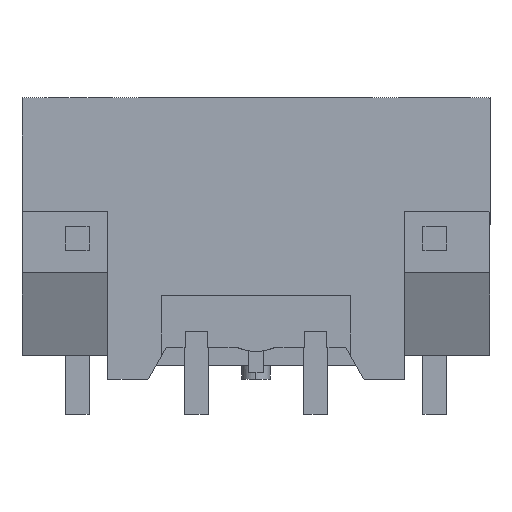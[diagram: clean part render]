
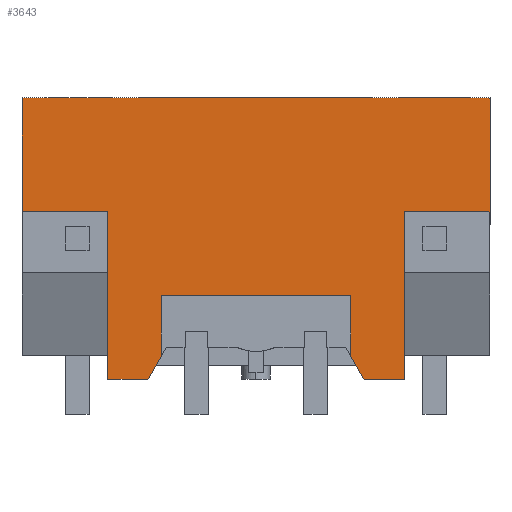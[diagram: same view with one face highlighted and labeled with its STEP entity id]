
A CAD part, front view. The second image highlights one B-rep face of the part: STEP entity #3643.
In plain terms, the highlighted planar face has unit normal (0, -1, 0).
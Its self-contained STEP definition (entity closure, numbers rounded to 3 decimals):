
#3609=AXIS2_PLACEMENT_3D('Plane Axis2P3D',#3606,#3607,#3608) ;
#1557=CARTESIAN_POINT('Vertex',(5.94,0.,2.481)) ;
#1560=CARTESIAN_POINT('Line Origine',(5.657,0.,1.991)) ;
#1564=CARTESIAN_POINT('Vertex',(5.373,0.,1.5)) ;
#2052=CARTESIAN_POINT('Vertex',(19.96,0.,13.5)) ;
#2055=CARTESIAN_POINT('Line Origine',(19.96,0.,11.073)) ;
#2059=CARTESIAN_POINT('Vertex',(19.96,0.,8.646)) ;
#2288=CARTESIAN_POINT('Vertex',(16.3,0.,8.646)) ;
#2291=CARTESIAN_POINT('Line Origine',(16.3,0.,5.073)) ;
#2295=CARTESIAN_POINT('Vertex',(16.3,0.,1.5)) ;
#2330=CARTESIAN_POINT('Line Origine',(15.443,0.,1.5)) ;
#2334=CARTESIAN_POINT('Vertex',(14.587,0.,1.5)) ;
#2373=CARTESIAN_POINT('Line Origine',(14.303,0.,1.991)) ;
#2377=CARTESIAN_POINT('Vertex',(14.02,0.,2.481)) ;
#2405=CARTESIAN_POINT('Line Origine',(5.187,0.,1.5)) ;
#2409=CARTESIAN_POINT('Vertex',(5.,0.,1.5)) ;
#2412=CARTESIAN_POINT('Line Origine',(4.33,0.,1.5)) ;
#2416=CARTESIAN_POINT('Vertex',(3.66,0.,1.5)) ;
#2459=CARTESIAN_POINT('Line Origine',(3.66,0.,5.073)) ;
#2463=CARTESIAN_POINT('Vertex',(3.66,0.,8.646)) ;
#2688=CARTESIAN_POINT('Vertex',(0.,0.,8.646)) ;
#2691=CARTESIAN_POINT('Line Origine',(0.,0.,11.073)) ;
#2695=CARTESIAN_POINT('Vertex',(0.,0.,13.5)) ;
#3368=CARTESIAN_POINT('Line Origine',(9.98,0.,5.05)) ;
#3372=CARTESIAN_POINT('Vertex',(14.02,0.,5.05)) ;
#3374=CARTESIAN_POINT('Vertex',(5.94,0.,5.05)) ;
#3399=CARTESIAN_POINT('Line Origine',(5.94,0.,3.766)) ;
#3522=CARTESIAN_POINT('Line Origine',(14.02,0.,3.766)) ;
#3606=CARTESIAN_POINT('Axis2P3D Location',(5.,0.,1.5)) ;
#3611=CARTESIAN_POINT('Line Origine',(18.13,0.,8.646)) ;
#3616=CARTESIAN_POINT('Line Origine',(9.98,0.,13.5)) ;
#3621=CARTESIAN_POINT('Line Origine',(1.83,0.,8.646)) ;
#1561=DIRECTION('Vector Direction',(-0.5,0.,-0.866)) ;
#2056=DIRECTION('Vector Direction',(0.,0.,1.)) ;
#2292=DIRECTION('Vector Direction',(0.,0.,1.)) ;
#2331=DIRECTION('Vector Direction',(1.,0.,0.)) ;
#2374=DIRECTION('Vector Direction',(-0.5,0.,0.866)) ;
#2406=DIRECTION('Vector Direction',(1.,0.,0.)) ;
#2413=DIRECTION('Vector Direction',(1.,0.,0.)) ;
#2460=DIRECTION('Vector Direction',(0.,0.,1.)) ;
#2692=DIRECTION('Vector Direction',(0.,0.,1.)) ;
#3369=DIRECTION('Vector Direction',(-1.,0.,0.)) ;
#3400=DIRECTION('Vector Direction',(0.,0.,-1.)) ;
#3523=DIRECTION('Vector Direction',(0.,0.,1.)) ;
#3607=DIRECTION('Axis2P3D Direction',(0.,1.,0.)) ;
#3608=DIRECTION('Axis2P3D XDirection',(0.,0.,-1.)) ;
#3612=DIRECTION('Vector Direction',(-1.,0.,0.)) ;
#3617=DIRECTION('Vector Direction',(-1.,0.,0.)) ;
#3622=DIRECTION('Vector Direction',(1.,0.,0.)) ;
#1562=VECTOR('Line Direction',#1561,1.) ;
#2057=VECTOR('Line Direction',#2056,1.) ;
#2293=VECTOR('Line Direction',#2292,1.) ;
#2332=VECTOR('Line Direction',#2331,1.) ;
#2375=VECTOR('Line Direction',#2374,1.) ;
#2407=VECTOR('Line Direction',#2406,1.) ;
#2414=VECTOR('Line Direction',#2413,1.) ;
#2461=VECTOR('Line Direction',#2460,1.) ;
#2693=VECTOR('Line Direction',#2692,1.) ;
#3370=VECTOR('Line Direction',#3369,1.) ;
#3401=VECTOR('Line Direction',#3400,1.) ;
#3524=VECTOR('Line Direction',#3523,1.) ;
#3613=VECTOR('Line Direction',#3612,1.) ;
#3618=VECTOR('Line Direction',#3617,1.) ;
#3623=VECTOR('Line Direction',#3622,1.) ;
#3627=ORIENTED_EDGE('',*,*,#3526,.F.) ;
#3628=ORIENTED_EDGE('',*,*,#2379,.F.) ;
#3629=ORIENTED_EDGE('',*,*,#2336,.T.) ;
#3630=ORIENTED_EDGE('',*,*,#2297,.T.) ;
#3631=ORIENTED_EDGE('',*,*,#3615,.F.) ;
#3632=ORIENTED_EDGE('',*,*,#2061,.T.) ;
#3633=ORIENTED_EDGE('',*,*,#3620,.T.) ;
#3634=ORIENTED_EDGE('',*,*,#2697,.F.) ;
#3635=ORIENTED_EDGE('',*,*,#3625,.T.) ;
#3636=ORIENTED_EDGE('',*,*,#2465,.F.) ;
#3637=ORIENTED_EDGE('',*,*,#2418,.T.) ;
#3638=ORIENTED_EDGE('',*,*,#2411,.T.) ;
#3639=ORIENTED_EDGE('',*,*,#1566,.F.) ;
#3640=ORIENTED_EDGE('',*,*,#3403,.F.) ;
#3641=ORIENTED_EDGE('',*,*,#3376,.F.) ;
#3643=ADVANCED_FACE('HOUSING',(#3642),#3610,.F.) ;
#1566=EDGE_CURVE('',#1558,#1565,#1563,.T.) ;
#2061=EDGE_CURVE('',#2060,#2053,#2058,.T.) ;
#2297=EDGE_CURVE('',#2296,#2289,#2294,.T.) ;
#2336=EDGE_CURVE('',#2335,#2296,#2333,.T.) ;
#2379=EDGE_CURVE('',#2335,#2378,#2376,.T.) ;
#2411=EDGE_CURVE('',#2410,#1565,#2408,.T.) ;
#2418=EDGE_CURVE('',#2417,#2410,#2415,.T.) ;
#2465=EDGE_CURVE('',#2417,#2464,#2462,.T.) ;
#2697=EDGE_CURVE('',#2689,#2696,#2694,.T.) ;
#3376=EDGE_CURVE('',#3373,#3375,#3371,.T.) ;
#3403=EDGE_CURVE('',#3375,#1558,#3402,.T.) ;
#3526=EDGE_CURVE('',#2378,#3373,#3525,.T.) ;
#3615=EDGE_CURVE('',#2060,#2289,#3614,.T.) ;
#3620=EDGE_CURVE('',#2053,#2696,#3619,.T.) ;
#3625=EDGE_CURVE('',#2689,#2464,#3624,.T.) ;
#3626=EDGE_LOOP('',(#3627,#3628,#3629,#3630,#3631,#3632,#3633,#3634,#3635,#3636,#3637,#3638,#3639,#3640,#3641)) ;
#3642=FACE_OUTER_BOUND('',#3626,.T.) ;
#1563=LINE('Line',#1560,#1562) ;
#2058=LINE('Line',#2055,#2057) ;
#2294=LINE('Line',#2291,#2293) ;
#2333=LINE('Line',#2330,#2332) ;
#2376=LINE('Line',#2373,#2375) ;
#2408=LINE('Line',#2405,#2407) ;
#2415=LINE('Line',#2412,#2414) ;
#2462=LINE('Line',#2459,#2461) ;
#2694=LINE('Line',#2691,#2693) ;
#3371=LINE('Line',#3368,#3370) ;
#3402=LINE('Line',#3399,#3401) ;
#3525=LINE('Line',#3522,#3524) ;
#3614=LINE('Line',#3611,#3613) ;
#3619=LINE('Line',#3616,#3618) ;
#3624=LINE('Line',#3621,#3623) ;
#3610=PLANE('',#3609) ;
#1558=VERTEX_POINT('',#1557) ;
#1565=VERTEX_POINT('',#1564) ;
#2053=VERTEX_POINT('',#2052) ;
#2060=VERTEX_POINT('',#2059) ;
#2289=VERTEX_POINT('',#2288) ;
#2296=VERTEX_POINT('',#2295) ;
#2335=VERTEX_POINT('',#2334) ;
#2378=VERTEX_POINT('',#2377) ;
#2410=VERTEX_POINT('',#2409) ;
#2417=VERTEX_POINT('',#2416) ;
#2464=VERTEX_POINT('',#2463) ;
#2689=VERTEX_POINT('',#2688) ;
#2696=VERTEX_POINT('',#2695) ;
#3373=VERTEX_POINT('',#3372) ;
#3375=VERTEX_POINT('',#3374) ;
